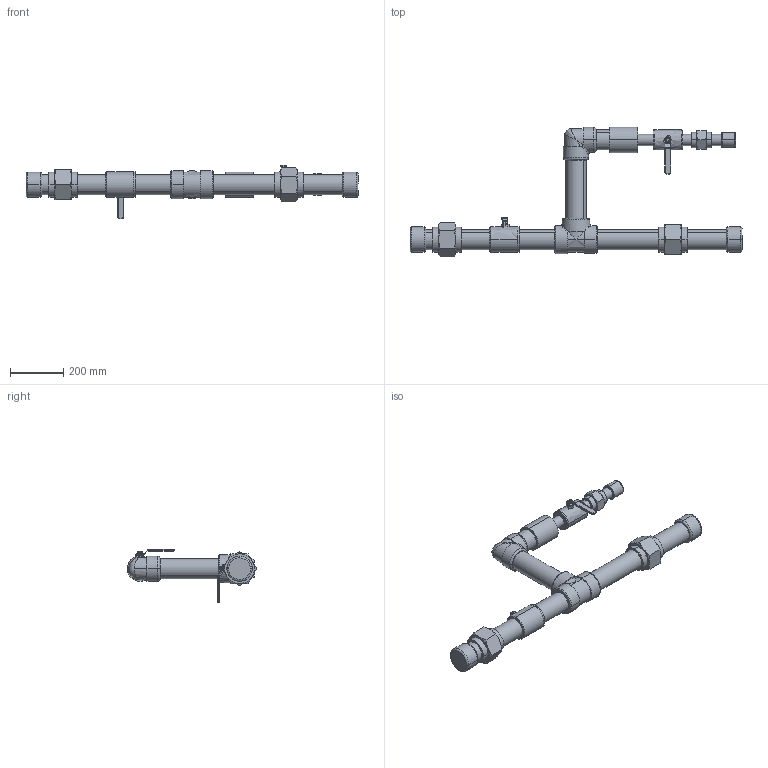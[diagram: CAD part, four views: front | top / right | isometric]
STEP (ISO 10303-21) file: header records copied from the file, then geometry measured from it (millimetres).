
FILE_DESCRIPTION(('FreeCAD Model'),'2;1');
FILE_NAME('Open CASCADE Shape Model','2025-05-07T19:01:58',('FreeCAD'),( 'FreeCAD'),'Open CASCADE STEP processor 7.6','FreeCAD','Unknown');
FILE_SCHEMA(('AUTOMOTIVE_DESIGN { 1 0 10303 214 1 1 1 1 }'));
Length unit declared in the file: millimetre
Products named in the file (1): Open CASCADE STEP translator 7.6 1
Bounding box: 1248.35 x 486.48 x 202.78 mm (x, y, z)
Volume: 5999208 mm3; surface area: 1267173.9 mm2
Topology: 21 solids, 21 shells, 529 faces, 1211 edges, 758 vertices
Faces by surface type: bspline 529
Entity records: 17052 total; most frequent: CARTESIAN_POINT 10108, ORIENTED_EDGE 2406, EDGE_CURVE 1203, VERTEX_POINT 758, FACE_BOUND 609, EDGE_LOOP 609, B_SPLINE_CURVE_WITH_KNOTS 595, ADVANCED_FACE 529
